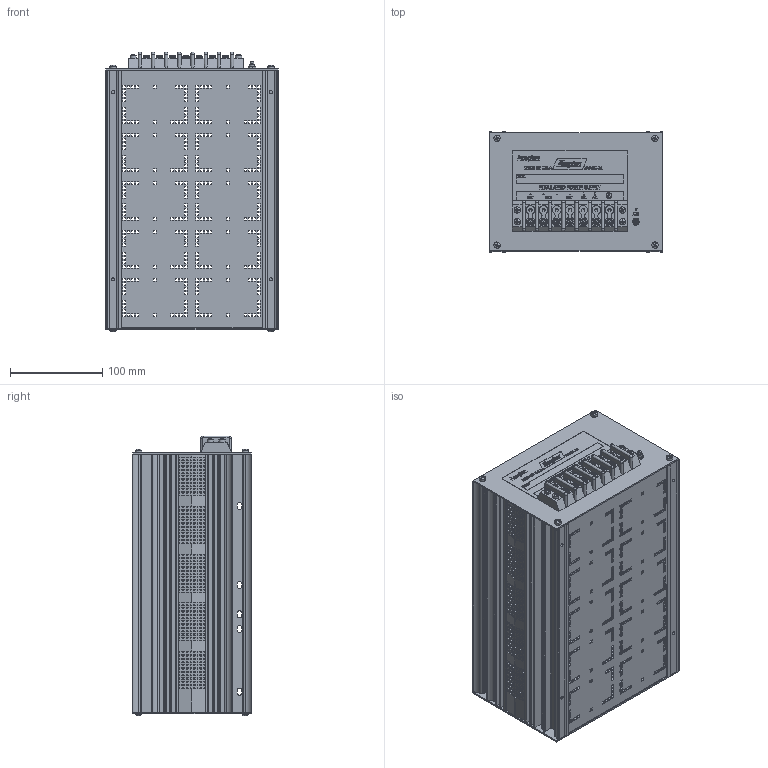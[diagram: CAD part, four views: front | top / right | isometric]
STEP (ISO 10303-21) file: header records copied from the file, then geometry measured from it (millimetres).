
FILE_DESCRIPTION((''),'2;1');
FILE_NAME('H11 Case.stp','2011-12-21T16:35:27',('JCD'),('ATC Engineering'),'Autodesk Inventor 2011','Autodesk Inventor 2011','Acopian Technical Company');
FILE_SCHEMA(('AUTOMOTIVE_DESIGN { 1 0 10303 214 1 1 1 1 }'));
Length unit declared in the file: inch
Products named in the file (13): H11 GENERIC CASE; E400- COVER, FRONT; E400-5 H11 EXTRUSION, 5.25IN LEFT HEAT SINK; E400-5 H11 EXTRUSION, 5.25IN RIGHT HEAT SINK; E400- COVER, REAR; E400-3, SCREEN H11; H11 HEATSINK SCREEN; smallpot; Cross Recessed Fillister Head Tapping Screw - Type B - Type I No. 8 - 18 - 1/2; Cross Recessed Fillister Head Tapping Screw - Type B - Type I No. 8 - 18 - 3/4; NUT-SML POT; barrierstrip-30A_7pole; decal H casel
Assembly tree (24 placements, depth 2):
  H11 GENERIC CASE
    E400- COVER, FRONT
    E400-5 H11 EXTRUSION, 5.25IN LEFT HEAT SINK
    E400-5 H11 EXTRUSION, 5.25IN RIGHT HEAT SINK
    E400- COVER, REAR
    E400-3, SCREEN H11  x2
    H11 HEATSINK SCREEN  x2
    smallpot
    Cross Recessed Fillister Head Tapping Screw - Type B - Type I No. 8 - 18 - 1/2  x8
    Cross Recessed Fillister Head Tapping Screw - Type B - Type I No. 8 - 18 - 3/4  x4
    NUT-SML POT
    barrierstrip-30A_7pole
    decal H casel
Bounding box: 187.57 x 130.18 x 303.84 mm (x, y, z)
Volume: 785830.8 mm3; surface area: 651372.4 mm2
Topology: 24 solids, 24 shells, 7197 faces, 21405 edges, 14254 vertices
Faces by surface type: plane 6253, bspline 425, cylinder 318, cone 122, torus 67, sphere 12
Full cylindrical faces by diameter (mm): 3.302 x4, 3.485 x7, 3.556 x4, 3.572 x1, 4.166 x12, 4.75 x8, 5.156 x4, 5.556 x1, 6.096 x1, 6.35 x1, 6.444 x1, 6.621 x7, 6.858 x12, 9.525 x7, 12.368 x1
Entity records: 154980 total; most frequent: CARTESIAN_POINT 34812, ORIENTED_EDGE 26128, DIRECTION 21031, EDGE_CURVE 13064, VECTOR 11391, LINE 11391, VERTEX_POINT 8737, EDGE_LOOP 5930
